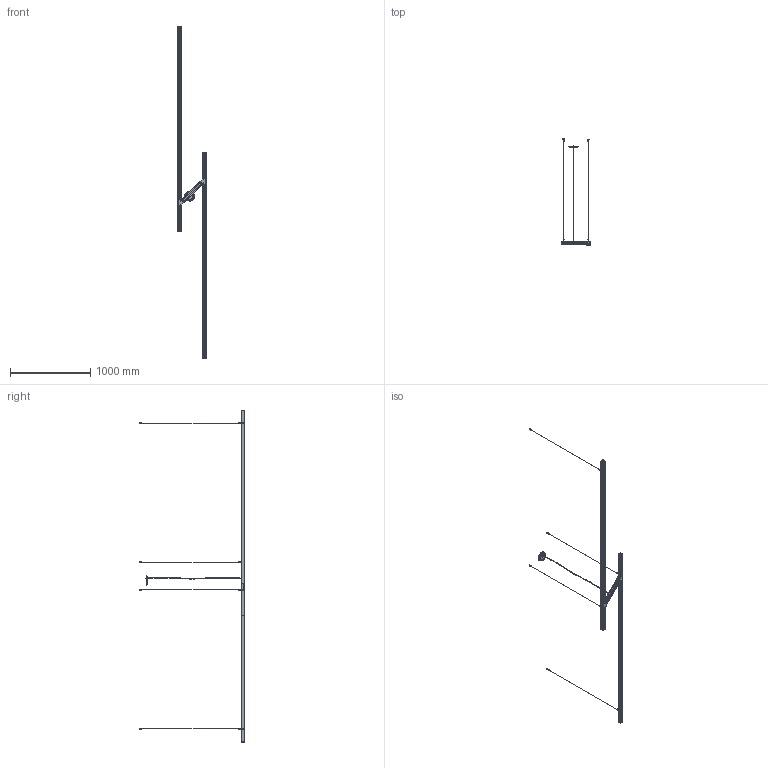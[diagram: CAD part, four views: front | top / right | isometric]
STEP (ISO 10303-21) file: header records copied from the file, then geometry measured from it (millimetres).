
FILE_DESCRIPTION (( 'STEP AP214' ), '1' );
FILE_NAME ('KAO-D dimming.STEP', '2014-10-16T20:03:58', ( '' ), ( '' ), 'SwSTEP 2.0', 'SolidWorks 2012', '' );
FILE_SCHEMA (( 'AUTOMOTIVE_DESIGN' ));
Length unit declared in the file: inch
Products named in the file (1): KAO-D dimming
Bounding box: 348.96 x 1315.51 x 4135.87 mm (x, y, z)
Volume: 2301754.7 mm3; surface area: 2607107.9 mm2
Topology: 78 solids, 78 shells, 5663 faces, 15998 edges, 10521 vertices
Faces by surface type: plane 4157, cylinder 1120, bspline 158, cone 154, torus 70, sphere 4
Entity records: 261260 total; most frequent: CARTESIAN_POINT 38979, ORIENTED_EDGE 31936, DIRECTION 29124, EDGE_CURVE 15968, VECTOR 12888, LINE 12888, VERTEX_POINT 10517, AXIS2_PLACEMENT_3D 8118
